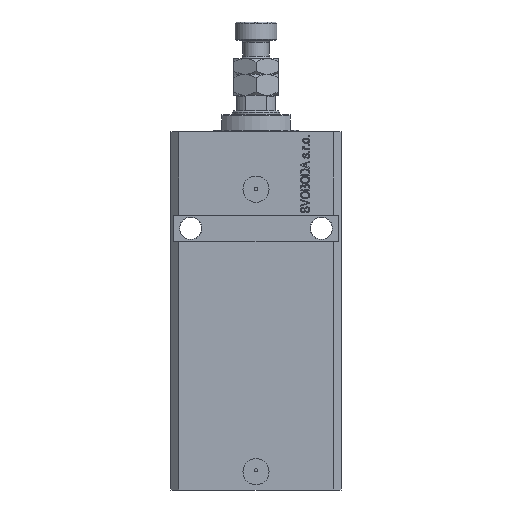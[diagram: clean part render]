
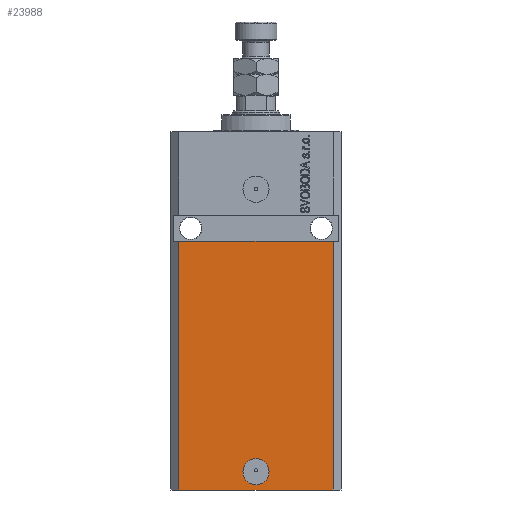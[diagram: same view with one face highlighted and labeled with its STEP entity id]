
A CAD part, front view. The second image highlights one B-rep face of the part: STEP entity #23988.
In plain terms, the highlighted planar face has unit normal (0, -1, 0).
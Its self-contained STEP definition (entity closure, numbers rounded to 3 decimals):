
#356 = LINE ( 'NONE', #21804, #23925 ) ;
#376 = LINE ( 'NONE', #855, #7428 ) ;
#855 = CARTESIAN_POINT ( 'NONE',  ( -29.5, -22.5, -137. ) ) ;
#1530 = VERTEX_POINT ( 'NONE', #42860 ) ;
#1699 = CARTESIAN_POINT ( 'NONE',  ( 0., -22.5, -130. ) ) ;
#4262 = DIRECTION ( 'NONE',  ( 0., 0., 1. ) ) ;
#4404 = EDGE_CURVE ( 'NONE', #44457, #15679, #356, .T. ) ;
#5932 = DIRECTION ( 'NONE',  ( 0., -1., 0. ) ) ;
#7374 = CIRCLE ( 'NONE', #29935, 5. ) ;
#7428 = VECTOR ( 'NONE', #7704, 1000. ) ;
#7704 = DIRECTION ( 'NONE',  ( 0., 0., 1. ) ) ;
#8125 = ORIENTED_EDGE ( 'NONE', *, *, #38932, .F. ) ;
#8258 = VERTEX_POINT ( 'NONE', #32335 ) ;
#8313 = EDGE_CURVE ( 'NONE', #8258, #22609, #7374, .T. ) ;
#9238 = EDGE_CURVE ( 'NONE', #34995, #1530, #45863, .T. ) ;
#9462 = DIRECTION ( 'NONE',  ( 0., -1., 0. ) ) ;
#9507 = EDGE_LOOP ( 'NONE', ( #11593, #10338, #42493, #26030 ) ) ;
#9901 = CARTESIAN_POINT ( 'NONE',  ( -29.5, -22.5, -137. ) ) ;
#10338 = ORIENTED_EDGE ( 'NONE', *, *, #32598, .F. ) ;
#11593 = ORIENTED_EDGE ( 'NONE', *, *, #9238, .F. ) ;
#13444 = VECTOR ( 'NONE', #23953, 1000. ) ;
#15146 = VECTOR ( 'NONE', #4262, 1000. ) ;
#15584 = CARTESIAN_POINT ( 'NONE',  ( 29.5, -22.5, -137. ) ) ;
#15608 = DIRECTION ( 'NONE',  ( 1., 0., 0. ) ) ;
#15679 = VERTEX_POINT ( 'NONE', #20082 ) ;
#16798 = AXIS2_PLACEMENT_3D ( 'NONE', #17205, #9462, #31334 ) ;
#17205 = CARTESIAN_POINT ( 'NONE',  ( -29.5, -22.5, -137. ) ) ;
#19464 = EDGE_CURVE ( 'NONE', #15679, #1530, #43861, .T. ) ;
#19609 = CARTESIAN_POINT ( 'NONE',  ( 0., -22.5, -130. ) ) ;
#20082 = CARTESIAN_POINT ( 'NONE',  ( 29.5, -22.5, -137. ) ) ;
#20297 = DIRECTION ( 'NONE',  ( 1., 0., 0. ) ) ;
#20506 = FACE_BOUND ( 'NONE', #29201, .T. ) ;
#21804 = CARTESIAN_POINT ( 'NONE',  ( -29.5, -22.5, -137. ) ) ;
#22609 = VERTEX_POINT ( 'NONE', #26722 ) ;
#23925 = VECTOR ( 'NONE', #35941, 1000. ) ;
#23953 = DIRECTION ( 'NONE',  ( 1., 0., 0. ) ) ;
#23988 = ADVANCED_FACE ( 'NONE', ( #20506, #42635 ), #38415, .T. ) ;
#24040 = CIRCLE ( 'NONE', #33080, 5. ) ;
#26030 = ORIENTED_EDGE ( 'NONE', *, *, #19464, .T. ) ;
#26722 = CARTESIAN_POINT ( 'NONE',  ( 5., -22.5, -130. ) ) ;
#27495 = CARTESIAN_POINT ( 'NONE',  ( -32.5, -22.5, -42. ) ) ;
#29201 = EDGE_LOOP ( 'NONE', ( #8125, #30145 ) ) ;
#29935 = AXIS2_PLACEMENT_3D ( 'NONE', #19609, #30204, #15608 ) ;
#30145 = ORIENTED_EDGE ( 'NONE', *, *, #8313, .F. ) ;
#30204 = DIRECTION ( 'NONE',  ( 0., -1., 0. ) ) ;
#31334 = DIRECTION ( 'NONE',  ( 1., 0., 0. ) ) ;
#32335 = CARTESIAN_POINT ( 'NONE',  ( -5., -22.5, -130. ) ) ;
#32598 = EDGE_CURVE ( 'NONE', #44457, #34995, #376, .T. ) ;
#33080 = AXIS2_PLACEMENT_3D ( 'NONE', #1699, #5932, #20297 ) ;
#34995 = VERTEX_POINT ( 'NONE', #39762 ) ;
#35941 = DIRECTION ( 'NONE',  ( 1., 0., 0. ) ) ;
#38415 = PLANE ( 'NONE',  #16798 ) ;
#38932 = EDGE_CURVE ( 'NONE', #22609, #8258, #24040, .T. ) ;
#39762 = CARTESIAN_POINT ( 'NONE',  ( -29.5, -22.5, -42. ) ) ;
#42493 = ORIENTED_EDGE ( 'NONE', *, *, #4404, .T. ) ;
#42635 = FACE_OUTER_BOUND ( 'NONE', #9507, .T. ) ;
#42860 = CARTESIAN_POINT ( 'NONE',  ( 29.5, -22.5, -42. ) ) ;
#43861 = LINE ( 'NONE', #15584, #15146 ) ;
#44457 = VERTEX_POINT ( 'NONE', #9901 ) ;
#45863 = LINE ( 'NONE', #27495, #13444 ) ;
